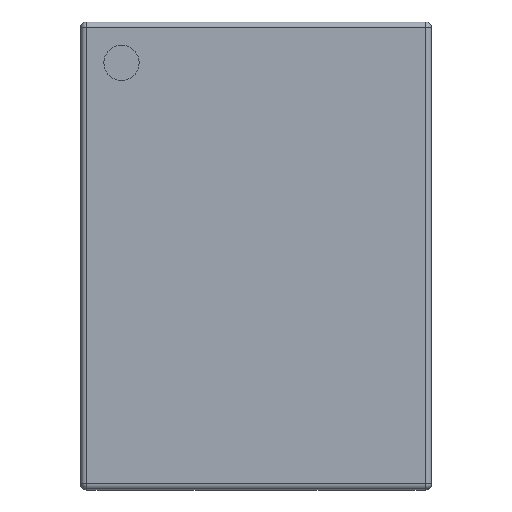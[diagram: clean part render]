
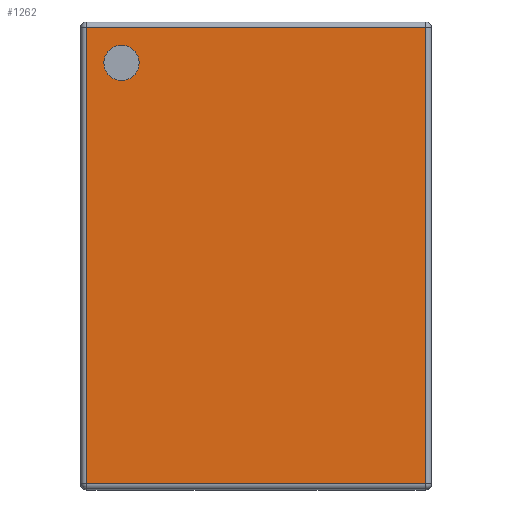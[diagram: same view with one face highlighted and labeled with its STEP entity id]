
A CAD part, top view. The second image highlights one B-rep face of the part: STEP entity #1262.
In plain terms, the highlighted planar face has unit normal (0, 0, 1).
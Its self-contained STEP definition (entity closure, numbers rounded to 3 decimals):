
#98 = DIRECTION ( 'NONE',  ( 1., 0., 0. ) ) ;
#119 = AXIS2_PLACEMENT_3D ( 'NONE', #1504, #1622, #2960 ) ;
#134 = EDGE_CURVE ( 'NONE', #2518, #2322, #1223, .T. ) ;
#157 = EDGE_LOOP ( 'NONE', ( #2362, #2442, #2539, #743 ) ) ;
#162 = CARTESIAN_POINT ( 'NONE',  ( 1.45, 2., 1.03 ) ) ;
#268 = VERTEX_POINT ( 'NONE', #2259 ) ;
#311 = VECTOR ( 'NONE', #624, 1000. ) ;
#549 = CARTESIAN_POINT ( 'NONE',  ( -1.45, -1.95, 1.03 ) ) ;
#624 = DIRECTION ( 'NONE',  ( 0., 1., 0. ) ) ;
#636 = CARTESIAN_POINT ( 'NONE',  ( 1.45, 1.95, 1.03 ) ) ;
#653 = CIRCLE ( 'NONE', #1272, 0.151 ) ;
#673 = LINE ( 'NONE', #938, #2914 ) ;
#743 = ORIENTED_EDGE ( 'NONE', *, *, #1971, .T. ) ;
#745 = VERTEX_POINT ( 'NONE', #636 ) ;
#788 = EDGE_CURVE ( 'NONE', #2322, #2518, #653, .T. ) ;
#850 = FACE_OUTER_BOUND ( 'NONE', #157, .T. ) ;
#875 = VECTOR ( 'NONE', #2740, 1000. ) ;
#932 = ORIENTED_EDGE ( 'NONE', *, *, #134, .F. ) ;
#938 = CARTESIAN_POINT ( 'NONE',  ( -1.5, 1.95, 1.03 ) ) ;
#955 = CARTESIAN_POINT ( 'NONE',  ( -0.999, 1.65, 1.03 ) ) ;
#1094 = DIRECTION ( 'NONE',  ( 0., 0., 1. ) ) ;
#1223 = CIRCLE ( 'NONE', #2906, 0.151 ) ;
#1262 = ADVANCED_FACE ( 'NONE', ( #1534, #850 ), #1730, .T. ) ;
#1272 = AXIS2_PLACEMENT_3D ( 'NONE', #2571, #2766, #2286 ) ;
#1273 = CARTESIAN_POINT ( 'NONE',  ( -1.301, 1.65, 1.03 ) ) ;
#1294 = CARTESIAN_POINT ( 'NONE',  ( 1.5, -1.95, 1.03 ) ) ;
#1310 = LINE ( 'NONE', #2727, #1923 ) ;
#1318 = CARTESIAN_POINT ( 'NONE',  ( -1.45, 1.95, 1.03 ) ) ;
#1349 = DIRECTION ( 'NONE',  ( -1., 0., 0. ) ) ;
#1456 = VERTEX_POINT ( 'NONE', #1318 ) ;
#1471 = EDGE_CURVE ( 'NONE', #268, #745, #2223, .T. ) ;
#1504 = CARTESIAN_POINT ( 'NONE',  ( 0., 0., 1.03 ) ) ;
#1534 = FACE_BOUND ( 'NONE', #2725, .T. ) ;
#1622 = DIRECTION ( 'NONE',  ( 0., 0., 1. ) ) ;
#1730 = PLANE ( 'NONE',  #119 ) ;
#1817 = LINE ( 'NONE', #1294, #875 ) ;
#1923 = VECTOR ( 'NONE', #2271, 1000. ) ;
#1971 = EDGE_CURVE ( 'NONE', #745, #1456, #673, .T. ) ;
#2145 = EDGE_CURVE ( 'NONE', #1456, #2316, #1310, .T. ) ;
#2219 = CARTESIAN_POINT ( 'NONE',  ( -1.15, 1.65, 1.03 ) ) ;
#2223 = LINE ( 'NONE', #162, #311 ) ;
#2259 = CARTESIAN_POINT ( 'NONE',  ( 1.45, -1.95, 1.03 ) ) ;
#2271 = DIRECTION ( 'NONE',  ( 0., -1., 0. ) ) ;
#2286 = DIRECTION ( 'NONE',  ( 1., 0., 0. ) ) ;
#2316 = VERTEX_POINT ( 'NONE', #549 ) ;
#2322 = VERTEX_POINT ( 'NONE', #1273 ) ;
#2362 = ORIENTED_EDGE ( 'NONE', *, *, #2145, .T. ) ;
#2442 = ORIENTED_EDGE ( 'NONE', *, *, #2956, .T. ) ;
#2518 = VERTEX_POINT ( 'NONE', #955 ) ;
#2539 = ORIENTED_EDGE ( 'NONE', *, *, #1471, .T. ) ;
#2571 = CARTESIAN_POINT ( 'NONE',  ( -1.15, 1.65, 1.03 ) ) ;
#2632 = ORIENTED_EDGE ( 'NONE', *, *, #788, .F. ) ;
#2725 = EDGE_LOOP ( 'NONE', ( #932, #2632 ) ) ;
#2727 = CARTESIAN_POINT ( 'NONE',  ( -1.45, -2., 1.03 ) ) ;
#2740 = DIRECTION ( 'NONE',  ( 1., 0., 0. ) ) ;
#2766 = DIRECTION ( 'NONE',  ( 0., 0., 1. ) ) ;
#2906 = AXIS2_PLACEMENT_3D ( 'NONE', #2219, #1094, #98 ) ;
#2914 = VECTOR ( 'NONE', #1349, 1000. ) ;
#2956 = EDGE_CURVE ( 'NONE', #2316, #268, #1817, .T. ) ;
#2960 = DIRECTION ( 'NONE',  ( 1., 0., 0. ) ) ;
